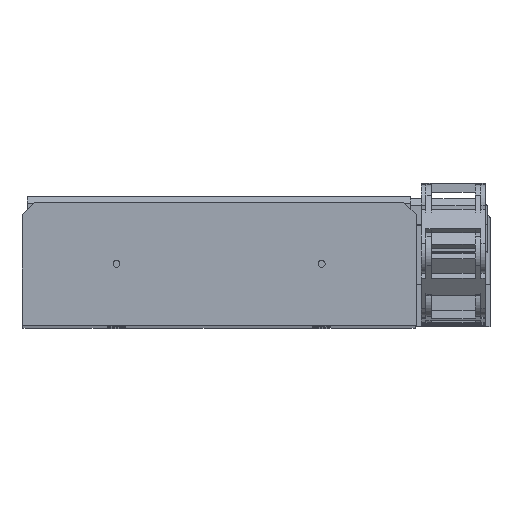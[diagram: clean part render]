
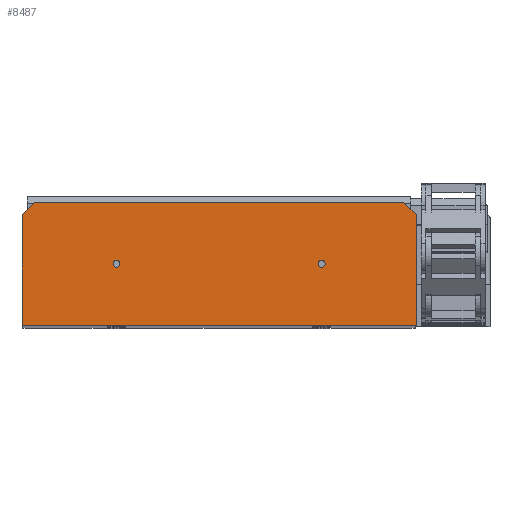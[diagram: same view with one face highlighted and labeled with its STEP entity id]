
A CAD part, top view. The second image highlights one B-rep face of the part: STEP entity #8487.
In plain terms, the highlighted planar face has unit normal (0, 0, 1).
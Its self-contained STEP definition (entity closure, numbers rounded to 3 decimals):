
#844 = EDGE_CURVE ( 'NONE', #37694, #41046, #29427, .T. ) ;
#1114 = VERTEX_POINT ( 'NONE', #7717 ) ;
#1720 = DIRECTION ( 'NONE',  ( 1., 0., 0. ) ) ;
#1847 = CARTESIAN_POINT ( 'NONE',  ( -72., 40.8, 283.95 ) ) ;
#1869 = VERTEX_POINT ( 'NONE', #42821 ) ;
#2697 = VERTEX_POINT ( 'NONE', #37546 ) ;
#3335 = VERTEX_POINT ( 'NONE', #36566 ) ;
#3507 = VECTOR ( 'NONE', #11397, 1000. ) ;
#3904 = DIRECTION ( 'NONE',  ( -1., 0., 0. ) ) ;
#4435 = CARTESIAN_POINT ( 'NONE',  ( -72., 0.3, 283.95 ) ) ;
#4591 = LINE ( 'NONE', #25134, #18312 ) ;
#5093 = VERTEX_POINT ( 'NONE', #26866 ) ;
#5220 = CIRCLE ( 'NONE', #40184, 1.25 ) ;
#6798 = ORIENTED_EDGE ( 'NONE', *, *, #30280, .T. ) ;
#7321 = DIRECTION ( 'NONE',  ( 0., 0., 1. ) ) ;
#7717 = CARTESIAN_POINT ( 'NONE',  ( 67.5, 45.3, 283.95 ) ) ;
#8075 = EDGE_LOOP ( 'NONE', ( #6798, #8268, #33084, #22519, #31810, #21712 ) ) ;
#8268 = ORIENTED_EDGE ( 'NONE', *, *, #30229, .T. ) ;
#8434 = DIRECTION ( 'NONE',  ( 1., 0., 0. ) ) ;
#8487 = ADVANCED_FACE ( 'NONE', ( #42203, #15155, #24769 ), #11789, .T. ) ;
#9545 = DIRECTION ( 'NONE',  ( 1., 0., 0. ) ) ;
#9591 = ORIENTED_EDGE ( 'NONE', *, *, #21089, .F. ) ;
#11397 = DIRECTION ( 'NONE',  ( -0.707, -0.707, 0. ) ) ;
#11681 = VERTEX_POINT ( 'NONE', #42217 ) ;
#11789 = PLANE ( 'NONE',  #12687 ) ;
#12034 = CARTESIAN_POINT ( 'NONE',  ( -72., 40.8, 283.95 ) ) ;
#12158 = DIRECTION ( 'NONE',  ( 1., 0., 0. ) ) ;
#12192 = DIRECTION ( 'NONE',  ( 0., -1., 0. ) ) ;
#12581 = EDGE_CURVE ( 'NONE', #1114, #25953, #17306, .T. ) ;
#12687 = AXIS2_PLACEMENT_3D ( 'NONE', #38187, #31713, #8434 ) ;
#13301 = EDGE_CURVE ( 'NONE', #5093, #31714, #42682, .T. ) ;
#14475 = CARTESIAN_POINT ( 'NONE',  ( 37.5, 22.8, 283.95 ) ) ;
#15155 = FACE_BOUND ( 'NONE', #35442, .T. ) ;
#15340 = ORIENTED_EDGE ( 'NONE', *, *, #13301, .F. ) ;
#15487 = VECTOR ( 'NONE', #22003, 1000. ) ;
#15697 = CARTESIAN_POINT ( 'NONE',  ( -37.5, 22.8, 283.95 ) ) ;
#15797 = EDGE_CURVE ( 'NONE', #25953, #37694, #42027, .T. ) ;
#17306 = LINE ( 'NONE', #20867, #23063 ) ;
#18312 = VECTOR ( 'NONE', #32291, 1000. ) ;
#18479 = DIRECTION ( 'NONE',  ( 0., 0., 1. ) ) ;
#20489 = CARTESIAN_POINT ( 'NONE',  ( -67.5, 45.3, 283.95 ) ) ;
#20812 = EDGE_LOOP ( 'NONE', ( #15340, #37873 ) ) ;
#20867 = CARTESIAN_POINT ( 'NONE',  ( -67.5, 45.3, 283.95 ) ) ;
#21089 = EDGE_CURVE ( 'NONE', #11681, #3335, #22483, .T. ) ;
#21387 = CARTESIAN_POINT ( 'NONE',  ( 37.5, 22.8, 283.95 ) ) ;
#21712 = ORIENTED_EDGE ( 'NONE', *, *, #32709, .T. ) ;
#21742 = DIRECTION ( 'NONE',  ( 1., 0., 0. ) ) ;
#22003 = DIRECTION ( 'NONE',  ( -0.707, 0.707, 0. ) ) ;
#22483 = CIRCLE ( 'NONE', #34606, 1.25 ) ;
#22519 = ORIENTED_EDGE ( 'NONE', *, *, #15797, .T. ) ;
#23063 = VECTOR ( 'NONE', #3904, 1000. ) ;
#23622 = EDGE_CURVE ( 'NONE', #3335, #11681, #5220, .T. ) ;
#24769 = FACE_OUTER_BOUND ( 'NONE', #8075, .T. ) ;
#24918 = LINE ( 'NONE', #31638, #15487 ) ;
#25134 = CARTESIAN_POINT ( 'NONE',  ( 72., 40.8, 283.95 ) ) ;
#25830 = CARTESIAN_POINT ( 'NONE',  ( -72., 40.8, 283.95 ) ) ;
#25953 = VERTEX_POINT ( 'NONE', #20489 ) ;
#26866 = CARTESIAN_POINT ( 'NONE',  ( -36.25, 22.8, 283.95 ) ) ;
#27655 = DIRECTION ( 'NONE',  ( 1., 0., 0. ) ) ;
#27684 = AXIS2_PLACEMENT_3D ( 'NONE', #15697, #37899, #21742 ) ;
#28147 = VECTOR ( 'NONE', #12192, 1000. ) ;
#29383 = CARTESIAN_POINT ( 'NONE',  ( -38.75, 22.8, 283.95 ) ) ;
#29427 = LINE ( 'NONE', #25830, #28147 ) ;
#30229 = EDGE_CURVE ( 'NONE', #1869, #1114, #24918, .T. ) ;
#30280 = EDGE_CURVE ( 'NONE', #2697, #1869, #4591, .T. ) ;
#30784 = CARTESIAN_POINT ( 'NONE',  ( -37.5, 22.8, 283.95 ) ) ;
#31638 = CARTESIAN_POINT ( 'NONE',  ( 67.5, 45.3, 283.95 ) ) ;
#31713 = DIRECTION ( 'NONE',  ( 0., 0., 1. ) ) ;
#31714 = VERTEX_POINT ( 'NONE', #29383 ) ;
#31810 = ORIENTED_EDGE ( 'NONE', *, *, #844, .T. ) ;
#32291 = DIRECTION ( 'NONE',  ( 0., 1., 0. ) ) ;
#32526 = LINE ( 'NONE', #38184, #37746 ) ;
#32709 = EDGE_CURVE ( 'NONE', #41046, #2697, #32526, .T. ) ;
#33084 = ORIENTED_EDGE ( 'NONE', *, *, #12581, .T. ) ;
#34123 = DIRECTION ( 'NONE',  ( 0., 0., 1. ) ) ;
#34606 = AXIS2_PLACEMENT_3D ( 'NONE', #21387, #18479, #1720 ) ;
#35442 = EDGE_LOOP ( 'NONE', ( #39650, #9591 ) ) ;
#35537 = AXIS2_PLACEMENT_3D ( 'NONE', #30784, #34123, #9545 ) ;
#36566 = CARTESIAN_POINT ( 'NONE',  ( 38.75, 22.8, 283.95 ) ) ;
#37546 = CARTESIAN_POINT ( 'NONE',  ( 72., 0.3, 283.95 ) ) ;
#37694 = VERTEX_POINT ( 'NONE', #1847 ) ;
#37746 = VECTOR ( 'NONE', #12158, 1000. ) ;
#37873 = ORIENTED_EDGE ( 'NONE', *, *, #40206, .F. ) ;
#37899 = DIRECTION ( 'NONE',  ( 0., 0., 1. ) ) ;
#38184 = CARTESIAN_POINT ( 'NONE',  ( -72., 0.3, 283.95 ) ) ;
#38187 = CARTESIAN_POINT ( 'NONE',  ( 0., 0., 283.95 ) ) ;
#39650 = ORIENTED_EDGE ( 'NONE', *, *, #23622, .F. ) ;
#40184 = AXIS2_PLACEMENT_3D ( 'NONE', #14475, #7321, #27655 ) ;
#40206 = EDGE_CURVE ( 'NONE', #31714, #5093, #41974, .T. ) ;
#41046 = VERTEX_POINT ( 'NONE', #4435 ) ;
#41974 = CIRCLE ( 'NONE', #27684, 1.25 ) ;
#42027 = LINE ( 'NONE', #12034, #3507 ) ;
#42203 = FACE_BOUND ( 'NONE', #20812, .T. ) ;
#42217 = CARTESIAN_POINT ( 'NONE',  ( 36.25, 22.8, 283.95 ) ) ;
#42682 = CIRCLE ( 'NONE', #35537, 1.25 ) ;
#42821 = CARTESIAN_POINT ( 'NONE',  ( 72., 40.8, 283.95 ) ) ;
